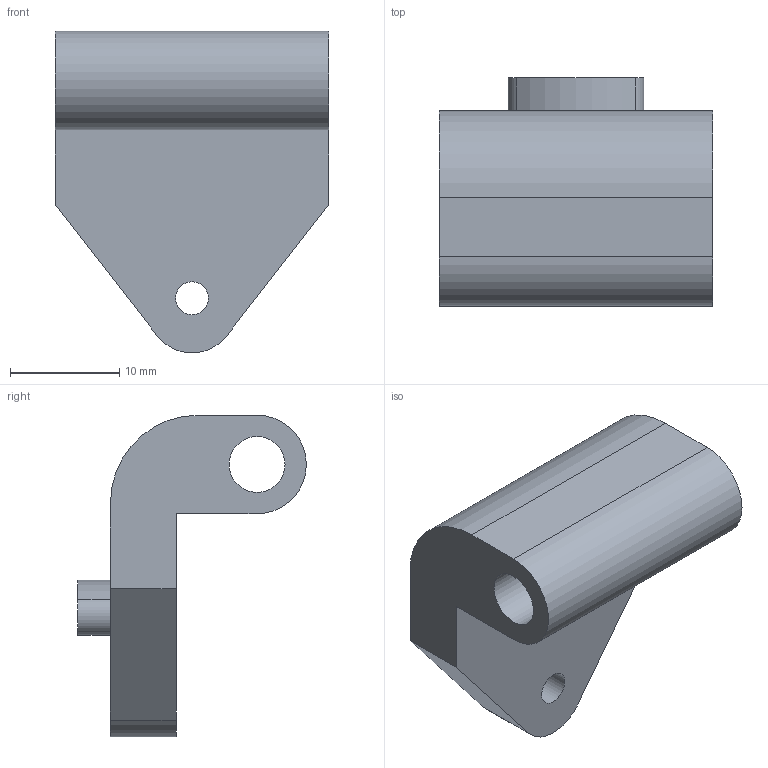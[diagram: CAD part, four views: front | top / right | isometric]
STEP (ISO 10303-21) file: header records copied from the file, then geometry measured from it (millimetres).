
FILE_DESCRIPTION(/* description */ (''),/* implementation_level */ '2;1');
FILE_NAME(/* name */ 'KauriFrontLink.stp',/* time_stamp */ '2022-05-22T12:57:25-06:00',/* author */ ('Steven'),/* organization */ (''),/* preprocessor_version */ 'ST-DEVELOPER v18',/* originating_system */ 'Autodesk Inventor 2020',/* authorisation */ '');
FILE_SCHEMA (('AUTOMOTIVE_DESIGN { 1 0 10303 214 3 1 1 }'));
Length unit declared in the file: millimetre
Products named in the file (1): KauriFrontLink
Bounding box: 25 x 20.9 x 29.38 mm (x, y, z)
Volume: 5089.4 mm3; surface area: 2929.3 mm2
Topology: 1 solids, 1 shells, 30 faces, 82 edges, 55 vertices
Faces by surface type: cylinder 17, plane 13
Full cylindrical faces by diameter (mm): 3 x1, 5.1 x1
Entity records: 1027 total; most frequent: DIRECTION 179, CARTESIAN_POINT 168, ORIENTED_EDGE 164, EDGE_CURVE 82, AXIS2_PLACEMENT_3D 66, VERTEX_POINT 55, LINE 47, VECTOR 47
